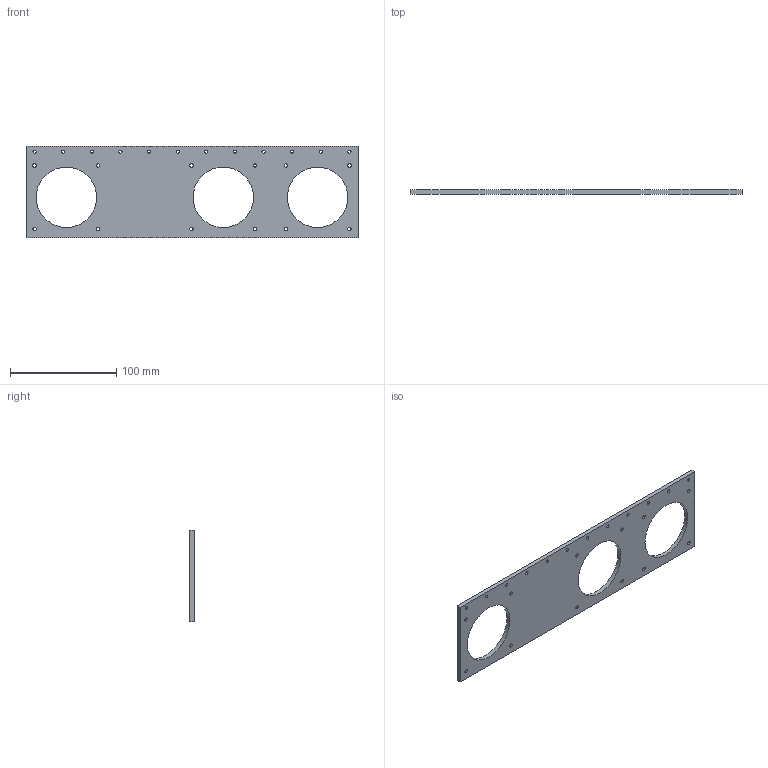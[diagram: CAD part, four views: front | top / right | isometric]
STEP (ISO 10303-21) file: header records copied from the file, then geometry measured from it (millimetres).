
FILE_DESCRIPTION(('FreeCAD Model'),'2;1');
FILE_NAME('placa_12taladros.step', '2017-09-27T11:52:31',('Author'),(''), 'Open CASCADE STEP processor 6.8','FreeCAD','Unknown');
FILE_SCHEMA(('AUTOMOTIVE_DESIGN_CC2 { 1 2 10303 214 -1 1 5 4 }'));
Length unit declared in the file: millimetre
Products named in the file (2): ASSEMBLY; Plate3CubesLeds
Assembly tree (1 placements, depth 2):
  ASSEMBLY
    Plate3CubesLeds
Bounding box: 313.2 x 4 x 86.2 mm (x, y, z)
Volume: 76634 mm3; surface area: 44602.8 mm2
Topology: 1 solids, 1 shells, 33 faces, 93 edges, 62 vertices
Faces by surface type: cylinder 27, plane 6
Full cylindrical faces by diameter (mm): 3 x12, 3.245 x12, 57 x3
Entity records: 2457 total; most frequent: DIRECTION 403, CARTESIAN_POINT 376, ORIENTED_EDGE 186, PCURVE 186, DEFINITIONAL_REPRESENTATION 186, LINE 171, VECTOR 171, CIRCLE 108
